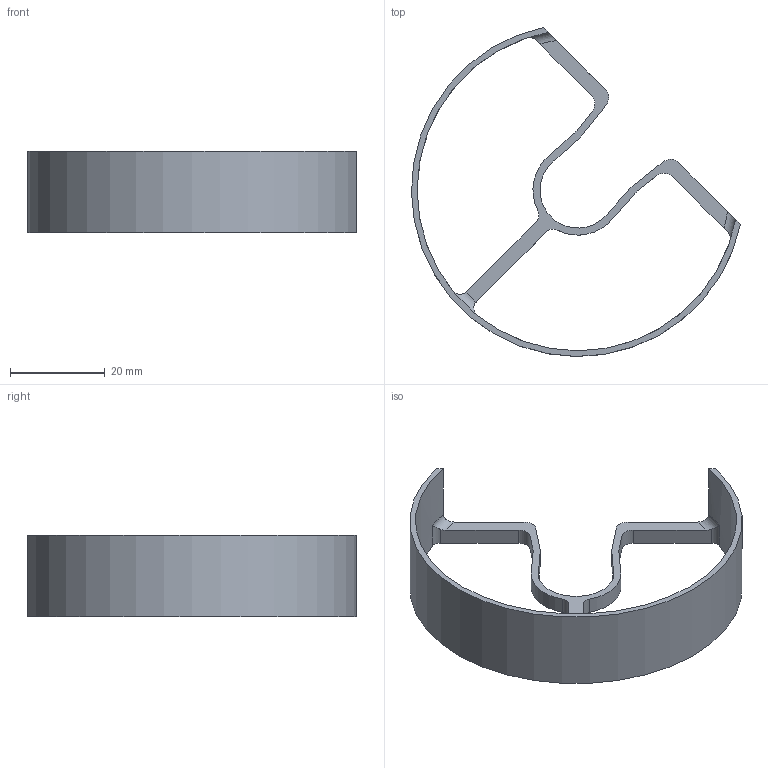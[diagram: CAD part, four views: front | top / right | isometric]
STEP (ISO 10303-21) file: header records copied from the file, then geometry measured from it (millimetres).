
FILE_DESCRIPTION(/* description */ (''),/* implementation_level */ '2;1');
FILE_NAME(/* name */ 'Propeller Guard Individual v7.step',/* time_stamp */ '2019-12-30T11:15:05-05:00',/* author */ (''),/* organization */ (''),/* preprocessor_version */ 'ST-DEVELOPER v18',/* originating_system */ 'Autodesk Translation Framework v8.12.0.6',/* authorisation */ '');
FILE_SCHEMA (('AUTOMOTIVE_DESIGN { 1 0 10303 214 3 1 1 }'));
Length unit declared in the file: millimetre
Products named in the file (1): Propeller Guard Individual
Bounding box: 69.64 x 69.64 x 17.2 mm (x, y, z)
Volume: 4080.1 mm3; surface area: 6917.5 mm2
Topology: 1 solids, 1 shells, 39 faces, 117 edges, 78 vertices
Faces by surface type: plane 21, cylinder 15, torus 3
Entity records: 1416 total; most frequent: CARTESIAN_POINT 311, ORIENTED_EDGE 234, DIRECTION 224, EDGE_CURVE 117, VERTEX_POINT 78, AXIS2_PLACEMENT_3D 75, LINE 74, VECTOR 74
